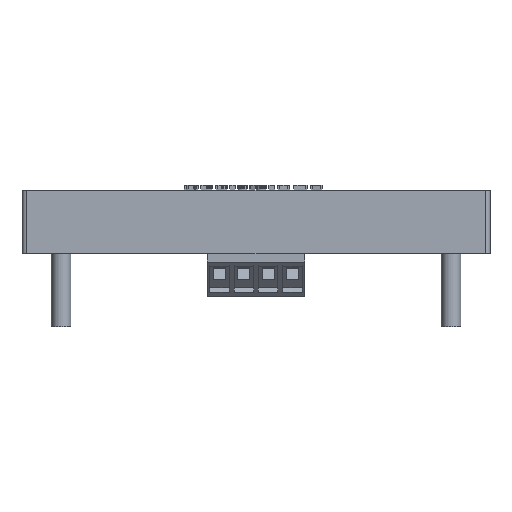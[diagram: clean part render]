
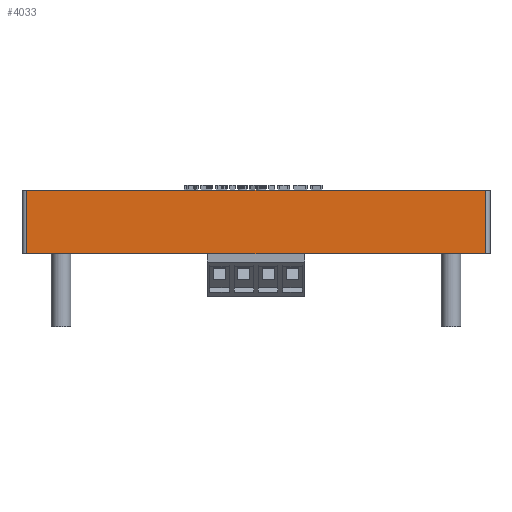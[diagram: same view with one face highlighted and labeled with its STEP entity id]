
A CAD part, front view. The second image highlights one B-rep face of the part: STEP entity #4033.
In plain terms, the highlighted planar face has unit normal (0, -1, 0).
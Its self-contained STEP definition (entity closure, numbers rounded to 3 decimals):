
#4033=ADVANCED_FACE('',(#17988),#17990,.T.);
#17988=FACE_BOUND('',#17989,.T.);
#17989=EDGE_LOOP('',(#29072,#29073,#29074,#29075));
#17990=PLANE('',#17991);
#17991=AXIS2_PLACEMENT_3D('',#17992,#17993,#17994);
#17992=CARTESIAN_POINT('',(0.,0.,0.));
#17993=DIRECTION('',(0.,-1.,0.));
#17994=DIRECTION('',(1.,0.,0.));
#29072=ORIENTED_EDGE('',*,*,#36590,.F.);
#29073=ORIENTED_EDGE('',*,*,#36591,.T.);
#29074=ORIENTED_EDGE('',*,*,#36592,.T.);
#29075=ORIENTED_EDGE('',*,*,#35599,.F.);
#35599=EDGE_CURVE('',#40032,#40035,#40036,.T.);
#36590=EDGE_CURVE('',#41667,#40032,#41669,.T.);
#36591=EDGE_CURVE('',#41667,#41670,#41671,.T.);
#36592=EDGE_CURVE('',#41670,#40035,#41672,.T.);
#40032=VERTEX_POINT('',#47689);
#40035=VERTEX_POINT('',#47695);
#40036=LINE('',#47696,#47697);
#41667=VERTEX_POINT('',#51764);
#41669=LINE('',#51769,#51770);
#41670=VERTEX_POINT('',#51772);
#41671=LINE('',#51773,#51774);
#41672=LINE('',#51776,#51777);
#47689=CARTESIAN_POINT('',(1.,0.,13.));
#47695=CARTESIAN_POINT('',(95.,0.,13.));
#47696=CARTESIAN_POINT('',(1.,0.,13.));
#47697=VECTOR('',#47698,1.);
#47698=DIRECTION('',(1.,0.,0.));
#51764=CARTESIAN_POINT('',(1.,0.,0.));
#51769=CARTESIAN_POINT('',(1.,0.,0.));
#51770=VECTOR('',#51771,1.);
#51771=DIRECTION('',(0.,0.,1.));
#51772=CARTESIAN_POINT('',(95.,0.,0.));
#51773=CARTESIAN_POINT('',(1.,0.,0.));
#51774=VECTOR('',#51775,1.);
#51775=DIRECTION('',(1.,0.,0.));
#51776=CARTESIAN_POINT('',(95.,0.,0.));
#51777=VECTOR('',#51778,1.);
#51778=DIRECTION('',(0.,0.,1.));
